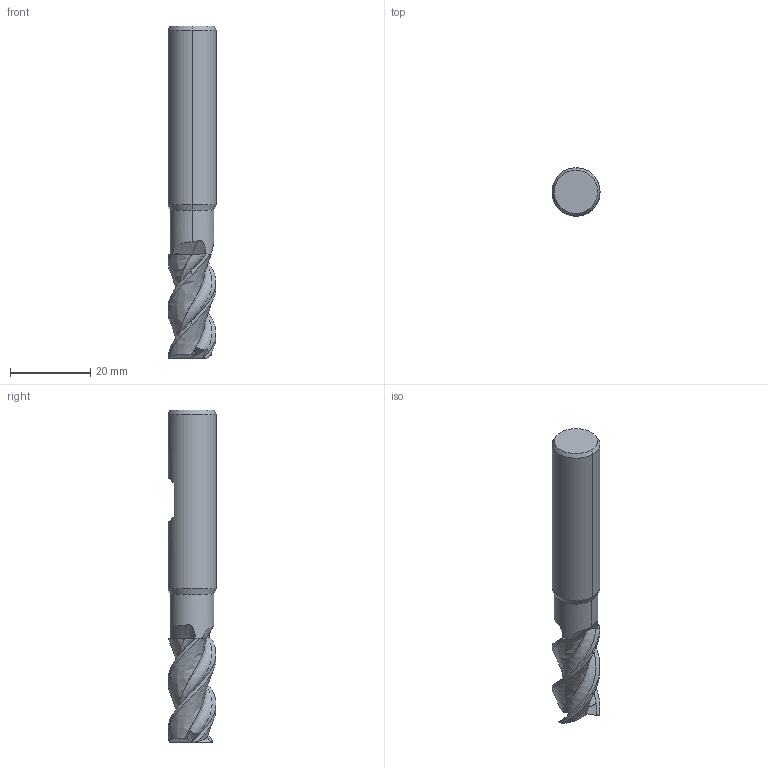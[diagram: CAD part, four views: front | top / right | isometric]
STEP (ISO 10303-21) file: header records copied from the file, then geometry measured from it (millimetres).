
FILE_DESCRIPTION(('no description'),'unknown implementation level');
FILE_NAME('EXN1-M01-0094-12-Detail.stp',' ',('CIMSOURCE GmbH'),('CADClick - KiM GmbH - www.kimweb.de'),'unknown preprocess','ACIS','unknown authorization');
FILE_SCHEMA(('automotive_design'));
Length unit declared in the file: millimetre
Products named in the file (2): NOCUT; CUT
Bounding box: 12 x 12 x 83 mm (x, y, z)
Volume: 7656.4 mm3; surface area: 3416 mm2
Topology: 2 solids, 2 shells, 80 faces, 219 edges, 139 vertices
Faces by surface type: plane 28, bspline 24, cone 15, revolution 9, cylinder 4
Entity records: 14171 total; most frequent: CARTESIAN_POINT 9972, STYLED_ITEM 436, PRESENTATION_STYLE_ASSIGNMENT 436, COLOUR_RGB 436, ORIENTED_EDGE 430, DIRECTION 259, EDGE_CURVE 215, CURVE_STYLE 215
